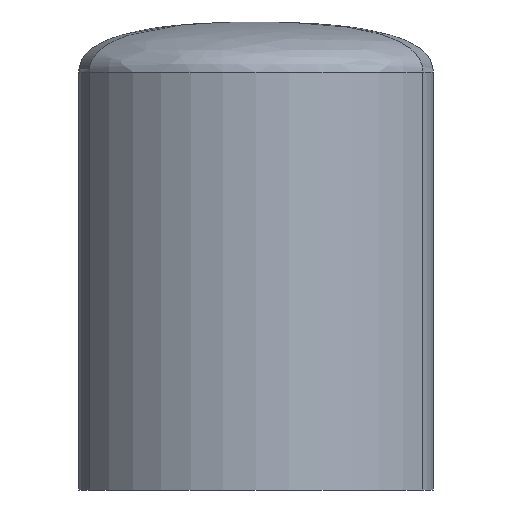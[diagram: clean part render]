
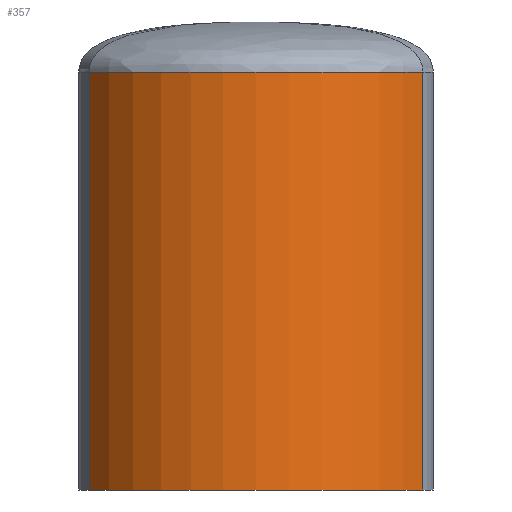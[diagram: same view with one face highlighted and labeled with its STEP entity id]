
A CAD part, front view. The second image highlights one B-rep face of the part: STEP entity #357.
In plain terms, the highlighted cylindrical face has radius 11.812 mm (diameter 23.624 mm), a partial arc.
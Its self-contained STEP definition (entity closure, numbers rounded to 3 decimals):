
#1 = CIRCLE ( 'NONE', #363, 11.812 ) ;
#5 = DIRECTION ( 'NONE',  ( 0., 0., 1. ) ) ;
#7 = CARTESIAN_POINT ( 'NONE',  ( -9.979, -10.108, 25. ) ) ;
#26 = CARTESIAN_POINT ( 'NONE',  ( 0., -3.788, 0. ) ) ;
#49 = CARTESIAN_POINT ( 'NONE',  ( -9.979, -10.108, 0. ) ) ;
#60 = EDGE_CURVE ( 'NONE', #147, #463, #447, .T. ) ;
#61 = DIRECTION ( 'NONE',  ( 1., 0., 0. ) ) ;
#74 = EDGE_CURVE ( 'NONE', #147, #102, #510, .T. ) ;
#102 = VERTEX_POINT ( 'NONE', #49 ) ;
#116 = CYLINDRICAL_SURFACE ( 'NONE', #312, 11.812 ) ;
#131 = DIRECTION ( 'NONE',  ( 1., 0., 0. ) ) ;
#138 = CARTESIAN_POINT ( 'NONE',  ( -9.979, -10.108, 25. ) ) ;
#147 = VERTEX_POINT ( 'NONE', #7 ) ;
#191 = AXIS2_PLACEMENT_3D ( 'NONE', #297, #5, #131 ) ;
#199 = CARTESIAN_POINT ( 'NONE',  ( 9.979, -10.108, 25. ) ) ;
#205 = LINE ( 'NONE', #199, #248 ) ;
#231 = DIRECTION ( 'NONE',  ( 0., 0., -1. ) ) ;
#234 = DIRECTION ( 'NONE',  ( 0., 0., 1. ) ) ;
#248 = VECTOR ( 'NONE', #497, 1000. ) ;
#272 = ORIENTED_EDGE ( 'NONE', *, *, #74, .T. ) ;
#289 = ORIENTED_EDGE ( 'NONE', *, *, #60, .F. ) ;
#290 = DIRECTION ( 'NONE',  ( 0., 0., -1. ) ) ;
#297 = CARTESIAN_POINT ( 'NONE',  ( 0., -3.788, 25. ) ) ;
#312 = AXIS2_PLACEMENT_3D ( 'NONE', #361, #231, #448 ) ;
#317 = EDGE_CURVE ( 'NONE', #102, #408, #1, .T. ) ;
#357 = ADVANCED_FACE ( 'NONE', ( #526 ), #116, .T. ) ;
#361 = CARTESIAN_POINT ( 'NONE',  ( 0., -3.788, 25. ) ) ;
#363 = AXIS2_PLACEMENT_3D ( 'NONE', #26, #234, #61 ) ;
#408 = VERTEX_POINT ( 'NONE', #477 ) ;
#412 = ORIENTED_EDGE ( 'NONE', *, *, #317, .T. ) ;
#442 = EDGE_CURVE ( 'NONE', #463, #408, #205, .T. ) ;
#447 = CIRCLE ( 'NONE', #191, 11.812 ) ;
#448 = DIRECTION ( 'NONE',  ( -1., 0., 0. ) ) ;
#463 = VERTEX_POINT ( 'NONE', #501 ) ;
#477 = CARTESIAN_POINT ( 'NONE',  ( 9.979, -10.108, 0. ) ) ;
#497 = DIRECTION ( 'NONE',  ( 0., 0., -1. ) ) ;
#501 = CARTESIAN_POINT ( 'NONE',  ( 9.979, -10.108, 25. ) ) ;
#510 = LINE ( 'NONE', #138, #538 ) ;
#526 = FACE_OUTER_BOUND ( 'NONE', #539, .T. ) ;
#533 = ORIENTED_EDGE ( 'NONE', *, *, #442, .F. ) ;
#538 = VECTOR ( 'NONE', #290, 1000. ) ;
#539 = EDGE_LOOP ( 'NONE', ( #412, #533, #289, #272 ) ) ;
